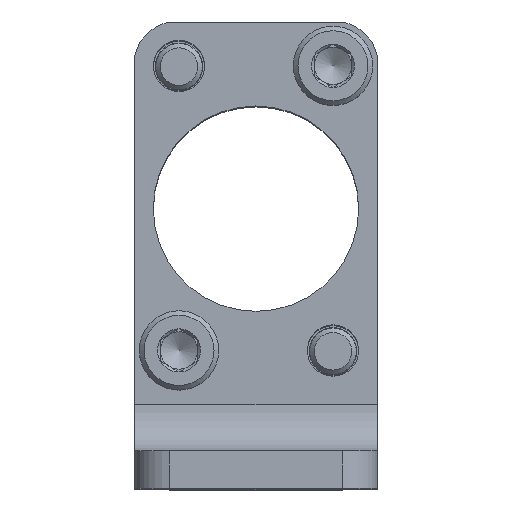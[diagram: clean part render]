
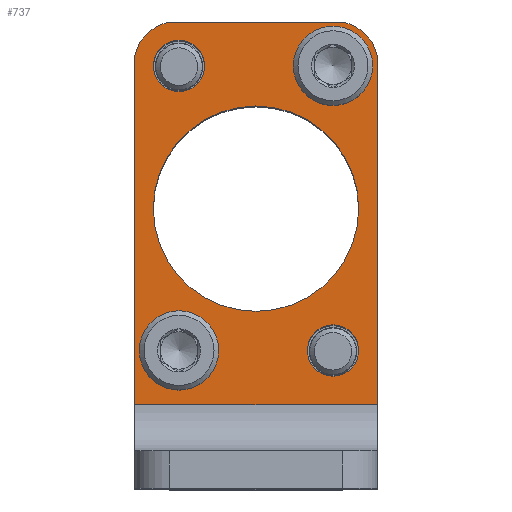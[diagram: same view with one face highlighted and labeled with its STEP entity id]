
A CAD part, top view. The second image highlights one B-rep face of the part: STEP entity #737.
In plain terms, the highlighted face is planar.
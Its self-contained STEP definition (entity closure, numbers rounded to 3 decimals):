
#83=LINE('',#1193,#125);
#84=LINE('',#1198,#126);
#85=LINE('',#1202,#127);
#86=LINE('',#1204,#128);
#125=VECTOR('',#946,1000.);
#126=VECTOR('',#949,1000.);
#127=VECTOR('',#952,1000.);
#128=VECTOR('',#953,1000.);
#174=ORIENTED_EDGE('',*,*,#362,.F.);
#175=ORIENTED_EDGE('',*,*,#363,.F.);
#176=ORIENTED_EDGE('',*,*,#364,.F.);
#177=ORIENTED_EDGE('',*,*,#365,.F.);
#178=ORIENTED_EDGE('',*,*,#366,.F.);
#179=ORIENTED_EDGE('',*,*,#367,.T.);
#180=ORIENTED_EDGE('',*,*,#368,.T.);
#181=ORIENTED_EDGE('',*,*,#369,.F.);
#182=ORIENTED_EDGE('',*,*,#370,.T.);
#183=ORIENTED_EDGE('',*,*,#371,.F.);
#184=ORIENTED_EDGE('',*,*,#372,.T.);
#362=EDGE_CURVE('',#456,#456,#517,.F.);
#363=EDGE_CURVE('',#457,#457,#518,.F.);
#364=EDGE_CURVE('',#458,#458,#519,.F.);
#365=EDGE_CURVE('',#459,#459,#520,.F.);
#366=EDGE_CURVE('',#460,#460,#521,.F.);
#367=EDGE_CURVE('',#461,#462,#83,.T.);
#368=EDGE_CURVE('',#462,#463,#522,.F.);
#369=EDGE_CURVE('',#464,#463,#84,.T.);
#370=EDGE_CURVE('',#464,#465,#523,.F.);
#371=EDGE_CURVE('',#466,#465,#85,.T.);
#372=EDGE_CURVE('',#466,#461,#86,.T.);
#456=VERTEX_POINT('',#1184);
#457=VERTEX_POINT('',#1186);
#458=VERTEX_POINT('',#1188);
#459=VERTEX_POINT('',#1190);
#460=VERTEX_POINT('',#1192);
#461=VERTEX_POINT('',#1194);
#462=VERTEX_POINT('',#1195);
#463=VERTEX_POINT('',#1197);
#464=VERTEX_POINT('',#1199);
#465=VERTEX_POINT('',#1201);
#466=VERTEX_POINT('',#1203);
#517=CIRCLE('',#820,11.);
#518=CIRCLE('',#821,2.75);
#519=CIRCLE('',#822,2.75);
#520=CIRCLE('',#823,2.75);
#521=CIRCLE('',#824,2.75);
#522=CIRCLE('',#825,4.75);
#523=CIRCLE('',#826,4.75);
#562=EDGE_LOOP('',(#174));
#563=EDGE_LOOP('',(#175));
#564=EDGE_LOOP('',(#176));
#565=EDGE_LOOP('',(#177));
#566=EDGE_LOOP('',(#178));
#567=EDGE_LOOP('',(#179,#180,#181,#182,#183,#184));
#640=FACE_BOUND('',#562,.T.);
#641=FACE_BOUND('',#563,.T.);
#642=FACE_BOUND('',#564,.T.);
#643=FACE_BOUND('',#565,.T.);
#644=FACE_BOUND('',#566,.T.);
#645=FACE_BOUND('',#567,.T.);
#714=PLANE('',#819);
#737=ADVANCED_FACE('',(#640,#641,#642,#643,#644,#645),#714,.F.);
#819=AXIS2_PLACEMENT_3D('',#1182,#934,#935);
#820=AXIS2_PLACEMENT_3D('',#1183,#936,#937);
#821=AXIS2_PLACEMENT_3D('',#1185,#938,#939);
#822=AXIS2_PLACEMENT_3D('',#1187,#940,#941);
#823=AXIS2_PLACEMENT_3D('',#1189,#942,#943);
#824=AXIS2_PLACEMENT_3D('',#1191,#944,#945);
#825=AXIS2_PLACEMENT_3D('',#1196,#947,#948);
#826=AXIS2_PLACEMENT_3D('',#1200,#950,#951);
#934=DIRECTION('',(0.,0.,1.));
#935=DIRECTION('',(0.,-1.,0.));
#936=DIRECTION('',(0.,0.,1.));
#937=DIRECTION('',(0.,-1.,0.));
#938=DIRECTION('',(0.,0.,1.));
#939=DIRECTION('',(0.,-1.,0.));
#940=DIRECTION('',(0.,0.,1.));
#941=DIRECTION('',(0.,-1.,0.));
#942=DIRECTION('',(0.,0.,1.));
#943=DIRECTION('',(0.,-1.,0.));
#944=DIRECTION('',(0.,0.,1.));
#945=DIRECTION('',(0.,-1.,0.));
#946=DIRECTION('',(0.,1.,0.));
#947=DIRECTION('',(0.,0.,1.));
#948=DIRECTION('',(0.,-1.,0.));
#949=DIRECTION('',(-1.,0.,0.));
#950=DIRECTION('',(0.,0.,1.));
#951=DIRECTION('',(0.,-1.,0.));
#952=DIRECTION('',(0.,1.,0.));
#953=DIRECTION('',(-1.,0.,0.));
#1182=CARTESIAN_POINT('',(13.,9.,21.));
#1183=CARTESIAN_POINT('',(0.,30.,21.));
#1184=CARTESIAN_POINT('',(0.,19.,21.));
#1185=CARTESIAN_POINT('',(-8.25,45.3,21.));
#1186=CARTESIAN_POINT('',(-8.25,42.55,21.));
#1187=CARTESIAN_POINT('',(8.25,45.3,21.));
#1188=CARTESIAN_POINT('',(8.25,42.55,21.));
#1189=CARTESIAN_POINT('',(-8.25,14.8,21.));
#1190=CARTESIAN_POINT('',(-8.25,12.05,21.));
#1191=CARTESIAN_POINT('',(8.25,14.8,21.));
#1192=CARTESIAN_POINT('',(8.25,12.05,21.));
#1193=CARTESIAN_POINT('',(-13.,9.,21.));
#1194=CARTESIAN_POINT('',(-13.,9.,21.));
#1195=CARTESIAN_POINT('',(-13.,46.32,21.));
#1196=CARTESIAN_POINT('',(-8.35,45.35,21.));
#1197=CARTESIAN_POINT('',(-9.32,50.,21.));
#1198=CARTESIAN_POINT('',(13.,50.,21.));
#1199=CARTESIAN_POINT('',(9.32,50.,21.));
#1200=CARTESIAN_POINT('',(8.35,45.35,21.));
#1201=CARTESIAN_POINT('',(13.,46.32,21.));
#1202=CARTESIAN_POINT('',(13.,9.,21.));
#1203=CARTESIAN_POINT('',(13.,9.,21.));
#1204=CARTESIAN_POINT('',(13.,9.,21.));
